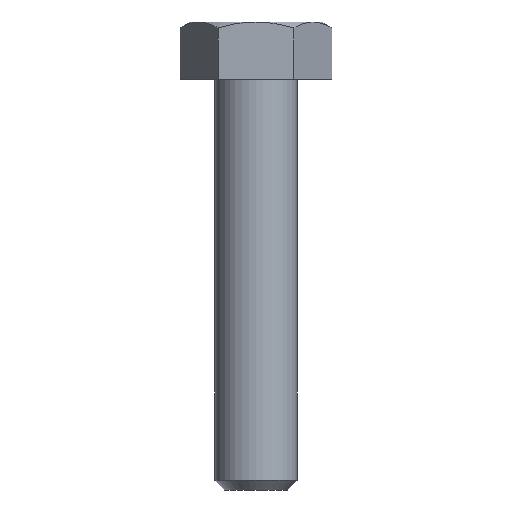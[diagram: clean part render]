
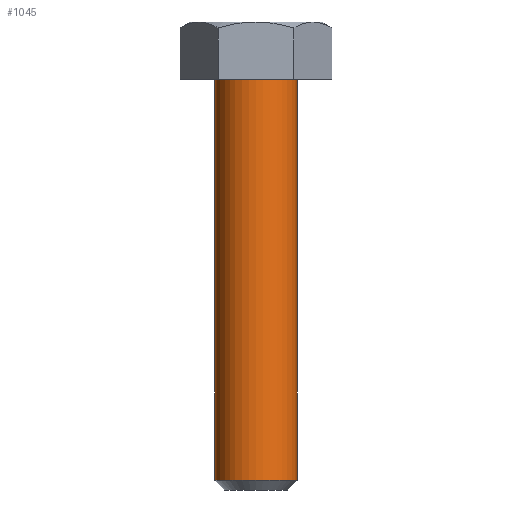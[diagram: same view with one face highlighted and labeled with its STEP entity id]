
A CAD part, left-side view. The second image highlights one B-rep face of the part: STEP entity #1045.
In plain terms, the highlighted cylindrical face has radius 2.5 mm (diameter 5 mm), a partial arc.
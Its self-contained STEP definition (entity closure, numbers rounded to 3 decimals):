
#21 = CYLINDRICAL_SURFACE ( 'NONE', #2459, 2.5 ) ;
#99 = ORIENTED_EDGE ( 'NONE', *, *, #2877, .F. ) ;
#188 = VERTEX_POINT ( 'NONE', #3531 ) ;
#217 = DIRECTION ( 'NONE',  ( 0., -1., 0. ) ) ;
#276 = AXIS2_PLACEMENT_3D ( 'NONE', #697, #1792, #3177 ) ;
#362 = LINE ( 'NONE', #2281, #3128 ) ;
#370 = CIRCLE ( 'NONE', #276, 2.5 ) ;
#515 = EDGE_LOOP ( 'NONE', ( #99, #2572, #2223, #672 ) ) ;
#672 = ORIENTED_EDGE ( 'NONE', *, *, #972, .F. ) ;
#697 = CARTESIAN_POINT ( 'NONE',  ( 0., 0., 10.75 ) ) ;
#972 = EDGE_CURVE ( 'NONE', #1634, #188, #370, .T. ) ;
#1045 = ADVANCED_FACE ( 'NONE', ( #3012 ), #21, .T. ) ;
#1098 = DIRECTION ( 'NONE',  ( 0., 0., 1. ) ) ;
#1183 = DIRECTION ( 'NONE',  ( 0., 0., 1. ) ) ;
#1254 = CARTESIAN_POINT ( 'NONE',  ( 0., 0., 10.75 ) ) ;
#1278 = CARTESIAN_POINT ( 'NONE',  ( 0., 2.5, -13.65 ) ) ;
#1449 = CARTESIAN_POINT ( 'NONE',  ( 0., 0., -13.65 ) ) ;
#1521 = EDGE_CURVE ( 'NONE', #2660, #1667, #1595, .T. ) ;
#1595 = CIRCLE ( 'NONE', #2385, 2.5 ) ;
#1634 = VERTEX_POINT ( 'NONE', #2044 ) ;
#1667 = VERTEX_POINT ( 'NONE', #3392 ) ;
#1792 = DIRECTION ( 'NONE',  ( 0., 0., 1. ) ) ;
#1947 = DIRECTION ( 'NONE',  ( 0., 0., 1. ) ) ;
#2044 = CARTESIAN_POINT ( 'NONE',  ( 0., 2.5, 10.75 ) ) ;
#2223 = ORIENTED_EDGE ( 'NONE', *, *, #2391, .T. ) ;
#2281 = CARTESIAN_POINT ( 'NONE',  ( 0., 2.5, 10.75 ) ) ;
#2385 = AXIS2_PLACEMENT_3D ( 'NONE', #1449, #1947, #2538 ) ;
#2391 = EDGE_CURVE ( 'NONE', #1667, #188, #2822, .T. ) ;
#2459 = AXIS2_PLACEMENT_3D ( 'NONE', #1254, #3502, #217 ) ;
#2538 = DIRECTION ( 'NONE',  ( 0., -1., 0. ) ) ;
#2572 = ORIENTED_EDGE ( 'NONE', *, *, #1521, .T. ) ;
#2660 = VERTEX_POINT ( 'NONE', #1278 ) ;
#2729 = CARTESIAN_POINT ( 'NONE',  ( 0., -2.5, 10.75 ) ) ;
#2822 = LINE ( 'NONE', #2729, #2918 ) ;
#2877 = EDGE_CURVE ( 'NONE', #2660, #1634, #362, .T. ) ;
#2918 = VECTOR ( 'NONE', #1098, 1000. ) ;
#3012 = FACE_OUTER_BOUND ( 'NONE', #515, .T. ) ;
#3128 = VECTOR ( 'NONE', #1183, 1000. ) ;
#3177 = DIRECTION ( 'NONE',  ( 0., -1., 0. ) ) ;
#3392 = CARTESIAN_POINT ( 'NONE',  ( 0., -2.5, -13.65 ) ) ;
#3502 = DIRECTION ( 'NONE',  ( 0., 0., 1. ) ) ;
#3531 = CARTESIAN_POINT ( 'NONE',  ( 0., -2.5, 10.75 ) ) ;
